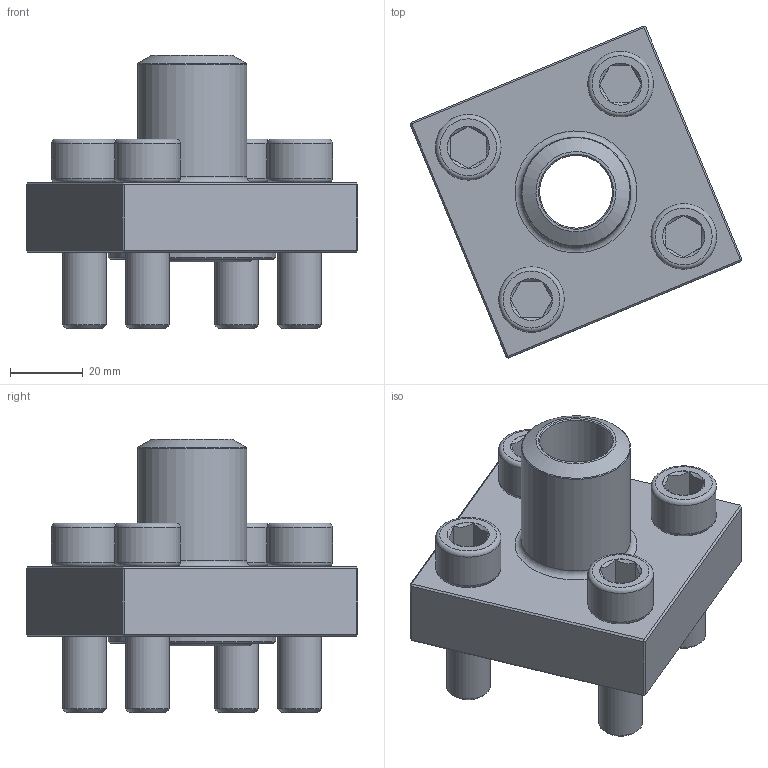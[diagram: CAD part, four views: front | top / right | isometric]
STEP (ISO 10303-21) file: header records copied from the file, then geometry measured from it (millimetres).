
FILE_DESCRIPTION(/* description */ (''),/* implementation_level */ '2;1');
FILE_NAME(/* name */ 'FA020-411.stp',/* time_stamp */ '2025-02-05T12:58:07+01:00',/* author */ (''),/* organization */ (''),/* preprocessor_version */ 'ST-DEVELOPER v16',/* originating_system */ 'SIEMENS PLM Software NX 10.0',/* authorisation */ '');
FILE_SCHEMA (('AUTOMOTIVE_DESIGN { 1 0 10303 214 3 1 1 1 }'));
Length unit declared in the file: millimetre
Products named in the file (4): AVIT-O; AVIT-FA; AVIT-S; FA
Assembly tree (6 placements, depth 2):
  FA
    AVIT-S  x4
    AVIT-FA
    AVIT-O
Bounding box: 91.09 x 91.09 x 75 mm (x, y, z)
Volume: 118440.5 mm3; surface area: 35806.1 mm2
Topology: 6 solids, 6 shells, 146 faces, 276 edges, 152 vertices
Faces by surface type: plane 70, cone 41, cylinder 22, torus 13
Full cylindrical faces by diameter (mm): 11.547 x4, 12 x4, 13 x4, 18 x4, 20 x1, 22.5 x1, 28 x1, 30 x1, 33.764 x1, 46 x1
Entity records: 1915 total; most frequent: DIRECTION 334, CARTESIAN_POINT 314, ORIENTED_EDGE 232, AXIS2_PLACEMENT_3D 137, EDGE_LOOP 128, EDGE_CURVE 116, FACE_BOUND 91, VERTEX_POINT 81
